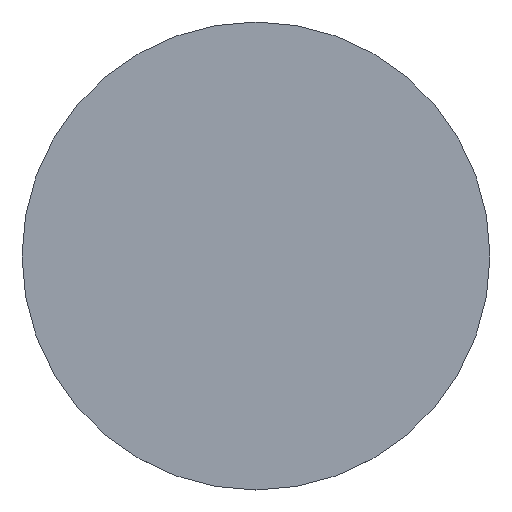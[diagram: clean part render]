
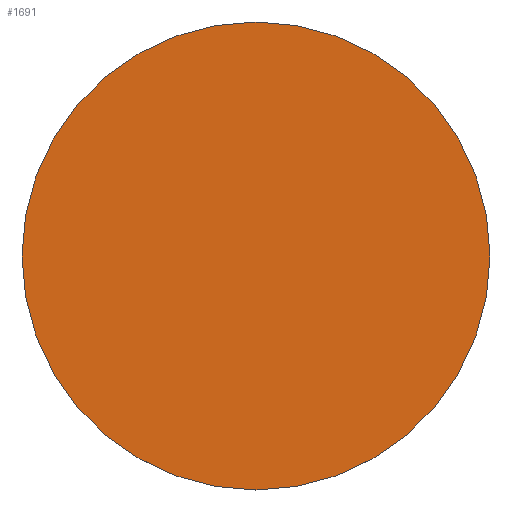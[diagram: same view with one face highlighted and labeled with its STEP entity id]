
A CAD part, top view. The second image highlights one B-rep face of the part: STEP entity #1691.
In plain terms, the highlighted planar face has unit normal (0, 0, 1).
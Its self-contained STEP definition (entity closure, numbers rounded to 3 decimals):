
#1662=CARTESIAN_POINT('',(-44.,-100.,40.799));
#1663=VERTEX_POINT('',#1662);
#1672=CARTESIAN_POINT('',(-70.,-100.,40.799));
#1673=DIRECTION('',(0.,0.,1.));
#1674=DIRECTION('',(1.,0.,-0.));
#1675=AXIS2_PLACEMENT_3D('',#1672,#1673,#1674);
#1676=CIRCLE('',#1675,26.);
#1677=EDGE_CURVE('',#1663,#1663,#1676,.T.);
#1683=CARTESIAN_POINT('',(-70.,-100.,40.799));
#1684=DIRECTION('',(0.,0.,1.));
#1685=DIRECTION('',(-1.,0.,0.));
#1686=AXIS2_PLACEMENT_3D('',#1683,#1684,#1685);
#1687=PLANE('',#1686);
#1688=ORIENTED_EDGE('',*,*,#1677,.T.);
#1689=EDGE_LOOP('',(#1688));
#1690=FACE_BOUND('',#1689,.T.);
#1691=ADVANCED_FACE('',(#1690),#1687,.T.);
